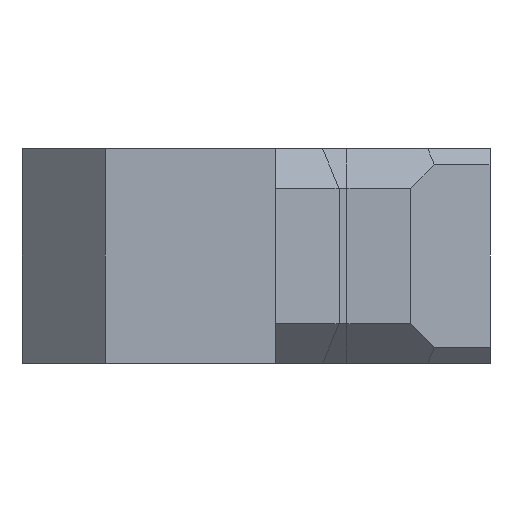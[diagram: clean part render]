
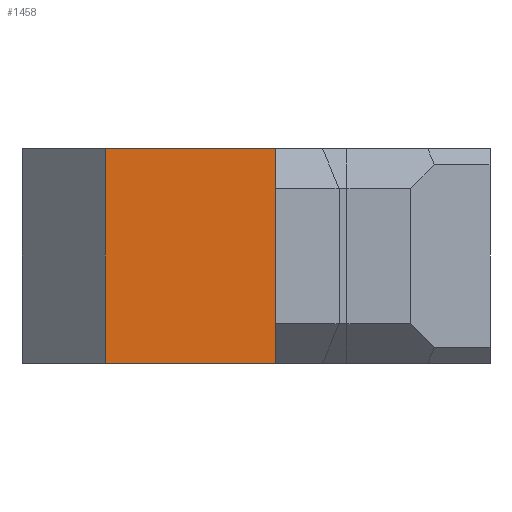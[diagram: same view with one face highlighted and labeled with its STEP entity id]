
A CAD part, left-side view. The second image highlights one B-rep face of the part: STEP entity #1458.
In plain terms, the highlighted planar face has unit normal (-1, 0, 0).
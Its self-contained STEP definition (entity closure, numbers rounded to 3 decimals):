
#69=PLANE('',#1595);
#162=FACE_OUTER_BOUND('',#243,.T.);
#243=EDGE_LOOP('',(#1346,#1347,#1348,#1349));
#291=LINE('',#2229,#450);
#336=LINE('',#2342,#495);
#402=LINE('',#2473,#561);
#403=LINE('',#2475,#562);
#450=VECTOR('',#1773,10.);
#495=VECTOR('',#1854,10.);
#561=VECTOR('',#1990,10.);
#562=VECTOR('',#1993,10.);
#665=VERTEX_POINT('',#2226);
#666=VERTEX_POINT('',#2228);
#711=VERTEX_POINT('',#2339);
#712=VERTEX_POINT('',#2341);
#825=EDGE_CURVE('',#666,#665,#291,.T.);
#880=EDGE_CURVE('',#712,#711,#336,.T.);
#946=EDGE_CURVE('',#711,#666,#402,.T.);
#947=EDGE_CURVE('',#712,#665,#403,.T.);
#1346=ORIENTED_EDGE('',*,*,#825,.T.);
#1347=ORIENTED_EDGE('',*,*,#947,.F.);
#1348=ORIENTED_EDGE('',*,*,#880,.T.);
#1349=ORIENTED_EDGE('',*,*,#946,.T.);
#1458=ADVANCED_FACE('',(#162),#69,.T.);
#1595=AXIS2_PLACEMENT_3D('',#2474,#1991,#1992);
#1773=DIRECTION('',(0.,1.,0.));
#1854=DIRECTION('',(0.,-1.,0.));
#1990=DIRECTION('',(0.,0.,1.));
#1991=DIRECTION('center_axis',(-1.,0.,0.));
#1992=DIRECTION('ref_axis',(0.,-1.,0.));
#1993=DIRECTION('',(0.,0.,1.));
#2226=CARTESIAN_POINT('',(-9.9,24.289,75.4));
#2228=CARTESIAN_POINT('',(-9.9,20.,75.4));
#2229=CARTESIAN_POINT('',(-9.9,23.74,75.4));
#2339=CARTESIAN_POINT('',(-9.9,20.,70.));
#2341=CARTESIAN_POINT('',(-9.9,24.289,70.));
#2342=CARTESIAN_POINT('',(-9.9,24.289,70.));
#2473=CARTESIAN_POINT('',(-9.9,20.,70.));
#2474=CARTESIAN_POINT('Origin',(-9.9,24.289,70.));
#2475=CARTESIAN_POINT('',(-9.9,24.289,70.));
